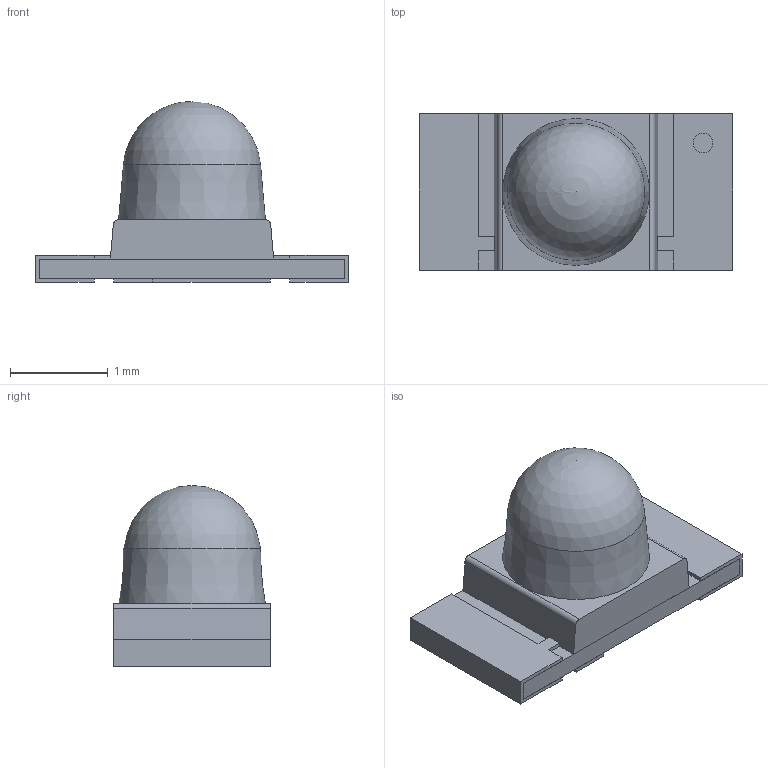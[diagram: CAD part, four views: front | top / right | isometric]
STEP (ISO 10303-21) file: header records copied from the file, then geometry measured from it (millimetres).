
FILE_DESCRIPTION(/* description */ ('Unknown'),/* implementation_level */ '2;1');
FILE_NAME(/* name */ '154120xxx',/* time_stamp */ '2016-06-16T09:52:22+02:00',/* author */ ('Unknown'),/* organization */ ('Unknown'),/* preprocessor_version */ 'ST-DEVELOPER v16.7',/* originating_system */ 'DEX',/* authorisation */ $);
FILE_SCHEMA (('AUTOMOTIVE_DESIGN {1 0 10303 214 3 1 1}'));
Length unit declared in the file: millimetre
Products named in the file (4): 154120xxx; contacts; housing; Cap
Assembly tree (3 placements, depth 2):
  154120xxx
    contacts
    housing
    Cap
Bounding box: 3.2 x 1.6 x 1.85 mm (x, y, z)
Volume: 3.8 mm3; surface area: 35.1 mm2
Topology: 5 solids, 5 shells, 63 faces, 159 edges, 106 vertices
Faces by surface type: plane 58, cylinder 3, cone 1, sphere 1
Full cylindrical faces by diameter (mm): 0.2 x1
Entity records: 1947 total; most frequent: CARTESIAN_POINT 325, ORIENTED_EDGE 308, DIRECTION 296, EDGE_CURVE 154, LINE 146, VECTOR 146, VERTEX_POINT 104, AXIS2_PLACEMENT_3D 75
